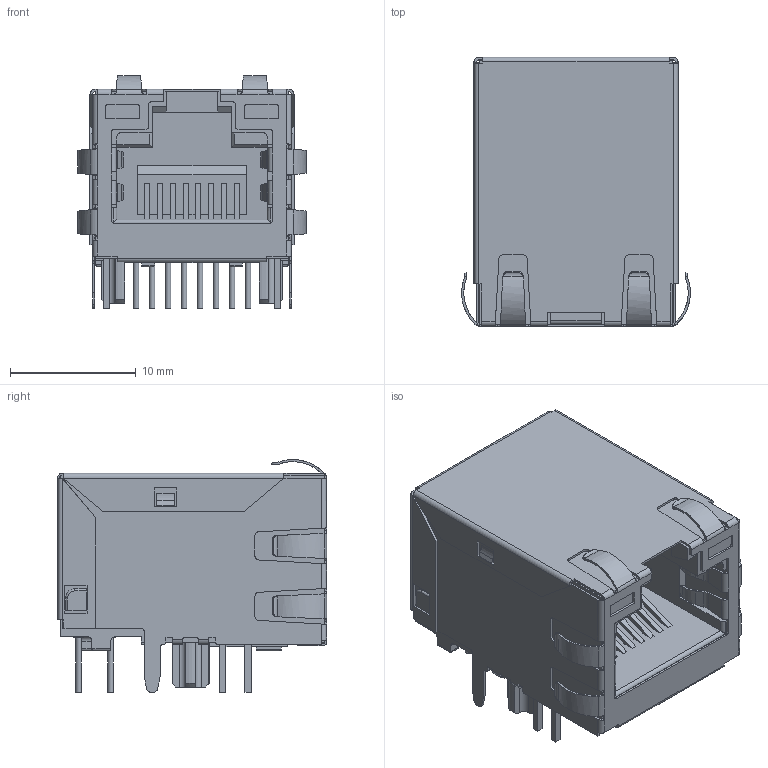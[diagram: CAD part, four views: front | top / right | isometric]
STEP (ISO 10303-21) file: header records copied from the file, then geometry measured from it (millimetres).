
FILE_DESCRIPTION(/* description */ ('STEP AP214'),/* implementation_level */ '2;1');
FILE_NAME(/* name */ '6008f9ea2f78b114f537868a',/* time_stamp */ '2021-01-21T03:50:04+00:00',/* author */ (''),/* organization */ (''),/* preprocessor_version */ 'ST-DEVELOPER v18.1',/* originating_system */ ' ',/* authorisation */ ' ');
FILE_SCHEMA (('AUTOMOTIVE_DESIGN {1 0 10303 214 3 1 1}'));
Length unit declared in the file: metre
Products named in the file (2): Assembly 2; 936358314
Assembly tree (1 placements, depth 2):
  Assembly 2
    936358314
Bounding box: 18.16 x 21.37 x 18.5 mm (x, y, z)
Volume: 3396.2 mm3; surface area: 4216 mm2
Topology: 1 solids, 1 shells, 734 faces, 2119 edges, 1355 vertices
Faces by surface type: plane 443, cylinder 270, bspline 12, sphere 4, cone 4, torus 1
Full cylindrical faces by diameter (mm): 0.446 x8, 0.8 x8
Entity records: 24606 total; most frequent: CARTESIAN_POINT 5242, ORIENTED_EDGE 4172, DIRECTION 3857, EDGE_CURVE 2086, LINE 1519, VECTOR 1519, VERTEX_POINT 1346, AXIS2_PLACEMENT_3D 1169
